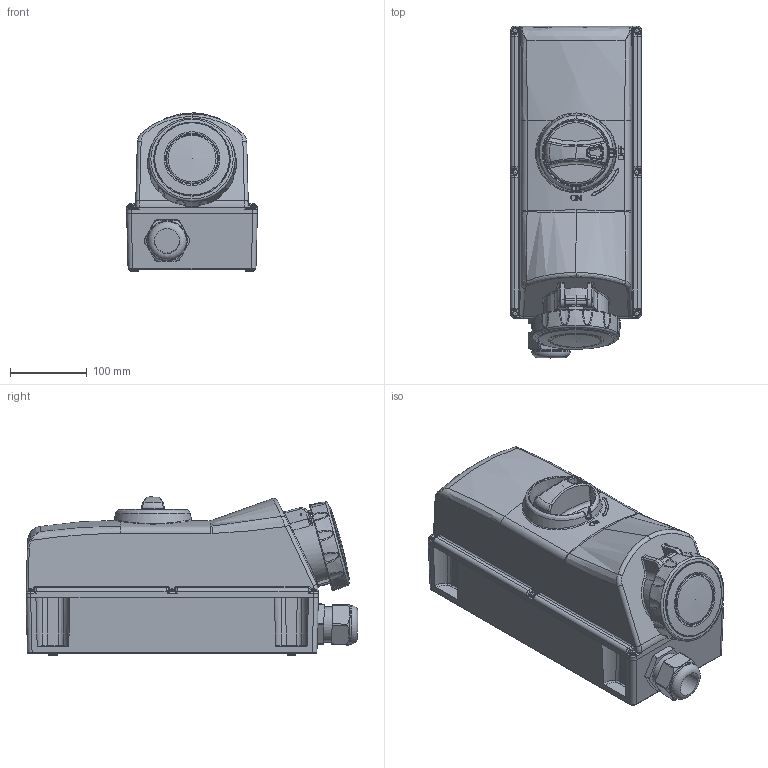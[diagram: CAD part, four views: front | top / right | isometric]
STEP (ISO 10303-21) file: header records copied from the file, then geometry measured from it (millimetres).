
FILE_DESCRIPTION(/* description */ (''),/* implementation_level */ '2;1');
FILE_NAME(/* name */ 'VSIH63RXXX (for customer).stp',/* time_stamp */ '2021-03-02T10:42:39-06:00',/* author */ ('jbergman'),/* organization */ (''),/* preprocessor_version */ 'ST-DEVELOPER v18',/* originating_system */ 'Autodesk Inventor 2020',/* authorisation */ '');
FILE_SCHEMA (('AUTOMOTIVE_DESIGN { 1 0 10303 214 3 1 1 }'));
Products named in the file (1): VSIH63RXXX (for customer)
Bounding box: 170 x 431.51 x 205.75 mm (x, y, z)
Volume: 10236405.5 mm3; surface area: 381777.1 mm2
Topology: 1 solids, 1 shells, 874 faces, 2304 edges, 1412 vertices
Faces by surface type: bspline 320, cylinder 196, plane 173, torus 128, cone 44, sphere 13
Full cylindrical faces by diameter (mm): 0.998 x2, 3 x6, 4 x2, 6.8 x6, 32.5 x1, 46.2 x1, 50 x1, 71 x1, 98 x1
Entity records: 72365 total; most frequent: CARTESIAN_POINT 51481, ORIENTED_EDGE 4552, DIRECTION 3845, EDGE_CURVE 2276, AXIS2_PLACEMENT_3D 1653, VERTEX_POINT 1412, EDGE_LOOP 930, STYLED_ITEM 875
